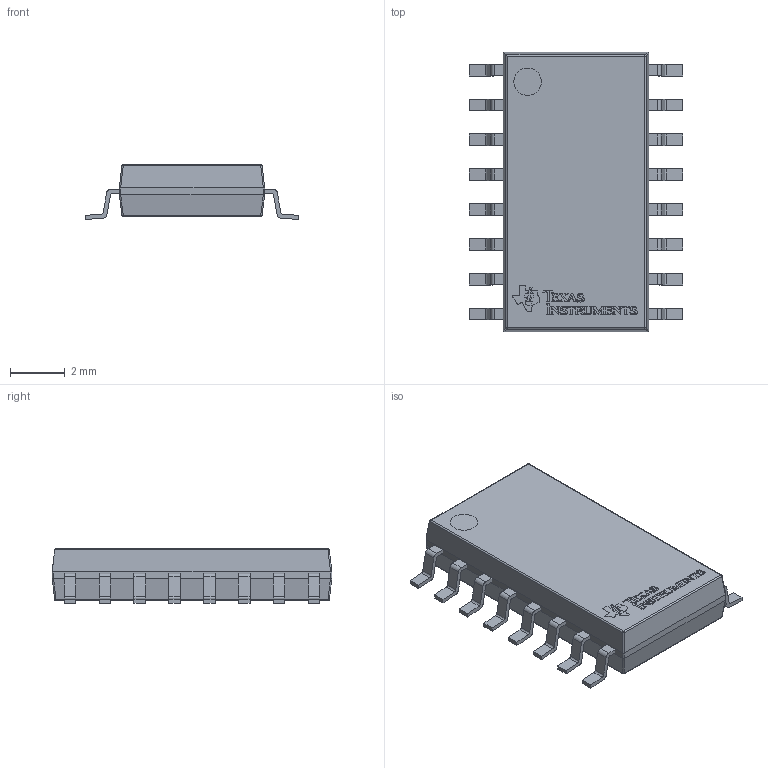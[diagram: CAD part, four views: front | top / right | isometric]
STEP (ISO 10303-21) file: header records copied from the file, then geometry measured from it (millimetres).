
FILE_DESCRIPTION(/* description */ (''),/* implementation_level */ '2;1');
FILE_NAME(/* name */ 'SO16.stp',/* time_stamp */ '2020-12-19T07:01:59+02:00',/* author */ ('khaled'),/* organization */ (''),/* preprocessor_version */ 'ST-DEVELOPER v17',/* originating_system */ 'Autodesk Inventor 2019',/* authorisation */ '');
FILE_SCHEMA (('AUTOMOTIVE_DESIGN { 1 0 10303 214 3 1 1 }'));
Length unit declared in the file: millimetre
Products named in the file (6): max_Tsop16; IC_BODY; circle; IC_LEG; Texas Instruments; IC_LEG_MIR12
Assembly tree (19 placements, depth 2):
  max_Tsop16
    IC_BODY
    circle
    IC_LEG  x8
    Texas Instruments
    IC_LEG_MIR12  x8
Bounding box: 7.8 x 10.2 x 2 mm (x, y, z)
Volume: 102.9 mm3; surface area: 218.6 mm2
Topology: 53 solids, 53 shells, 1056 faces, 2814 edges, 1864 vertices
Faces by surface type: plane 662, bspline 303, cylinder 84, sphere 7
Full cylindrical faces by diameter (mm): 1 x1
Entity records: 29243 total; most frequent: CARTESIAN_POINT 9372, ORIENTED_EDGE 4620, DIRECTION 2945, EDGE_CURVE 2310, LINE 1659, VECTOR 1659, VERTEX_POINT 1528, EDGE_LOOP 868
